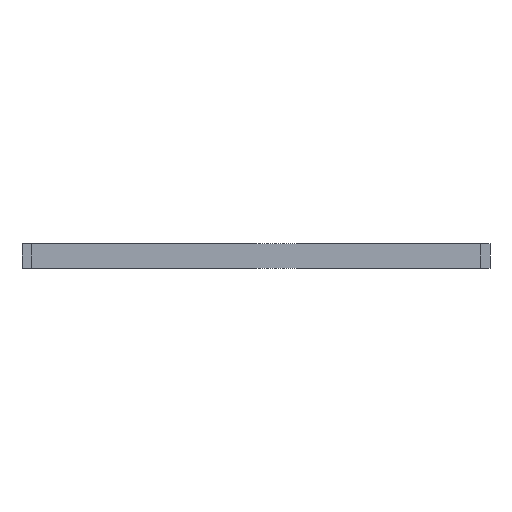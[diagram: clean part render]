
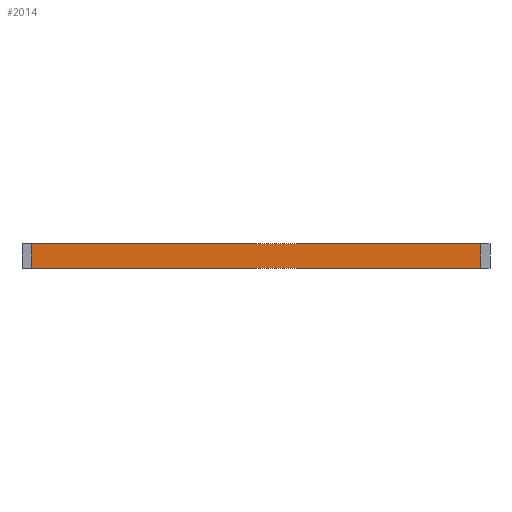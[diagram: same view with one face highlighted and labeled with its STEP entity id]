
A CAD part, left-side view. The second image highlights one B-rep face of the part: STEP entity #2014.
In plain terms, the highlighted planar face has unit normal (-1, 0, 0).
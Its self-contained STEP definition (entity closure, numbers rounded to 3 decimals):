
#44 = PLANE('',#45);
#45 = AXIS2_PLACEMENT_3D('',#46,#47,#48);
#46 = CARTESIAN_POINT('',(-12.8,20.8,1.1));
#47 = DIRECTION('',(0.,0.,1.));
#48 = DIRECTION('',(0.,-1.,0.));
#100 = PLANE('',#101);
#101 = AXIS2_PLACEMENT_3D('',#102,#103,#104);
#102 = CARTESIAN_POINT('',(-12.8,20.8,-1.1));
#103 = DIRECTION('',(0.,0.,1.));
#104 = DIRECTION('',(0.,-1.,0.));
#413 = VERTEX_POINT('',#414);
#414 = CARTESIAN_POINT('',(-15.9,20.,1.1));
#428 = PLANE('',#429);
#429 = AXIS2_PLACEMENT_3D('',#430,#431,#432);
#430 = CARTESIAN_POINT('',(0.,20.,0.));
#431 = DIRECTION('',(0.,1.,0.));
#432 = DIRECTION('',(0.,-0.,1.));
#440 = EDGE_CURVE('',#441,#413,#443,.T.);
#441 = VERTEX_POINT('',#442);
#442 = CARTESIAN_POINT('',(-15.9,-20.,1.1));
#443 = SURFACE_CURVE('',#444,(#448,#455),.PCURVE_S1.);
#444 = LINE('',#445,#446);
#445 = CARTESIAN_POINT('',(-15.9,-20.,1.1));
#446 = VECTOR('',#447,1.);
#447 = DIRECTION('',(0.,1.,-0.));
#448 = PCURVE('',#44,#449);
#449 = DEFINITIONAL_REPRESENTATION('',(#450),#454);
#450 = LINE('',#451,#452);
#451 = CARTESIAN_POINT('',(40.8,-3.1));
#452 = VECTOR('',#453,1.);
#453 = DIRECTION('',(-1.,0.));
#454 = ( GEOMETRIC_REPRESENTATION_CONTEXT(2) 
PARAMETRIC_REPRESENTATION_CONTEXT() REPRESENTATION_CONTEXT('2D SPACE',''
  ) );
#455 = PCURVE('',#456,#461);
#456 = PLANE('',#457);
#457 = AXIS2_PLACEMENT_3D('',#458,#459,#460);
#458 = CARTESIAN_POINT('',(-15.9,-20.,-1.1));
#459 = DIRECTION('',(-1.,0.,0.));
#460 = DIRECTION('',(0.,0.,1.));
#461 = DEFINITIONAL_REPRESENTATION('',(#462),#466);
#462 = LINE('',#463,#464);
#463 = CARTESIAN_POINT('',(2.2,0.));
#464 = VECTOR('',#465,1.);
#465 = DIRECTION('',(0.,1.));
#466 = ( GEOMETRIC_REPRESENTATION_CONTEXT(2) 
PARAMETRIC_REPRESENTATION_CONTEXT() REPRESENTATION_CONTEXT('2D SPACE',''
  ) );
#484 = PLANE('',#485);
#485 = AXIS2_PLACEMENT_3D('',#486,#487,#488);
#486 = CARTESIAN_POINT('',(0.,-20.,0.));
#487 = DIRECTION('',(0.,1.,0.));
#488 = DIRECTION('',(0.,-0.,1.));
#1148 = VERTEX_POINT('',#1149);
#1149 = CARTESIAN_POINT('',(-15.9,20.,-1.1));
#1170 = EDGE_CURVE('',#1171,#1148,#1173,.T.);
#1171 = VERTEX_POINT('',#1172);
#1172 = CARTESIAN_POINT('',(-15.9,-20.,-1.1));
#1173 = SURFACE_CURVE('',#1174,(#1178,#1185),.PCURVE_S1.);
#1174 = LINE('',#1175,#1176);
#1175 = CARTESIAN_POINT('',(-15.9,-20.,-1.1));
#1176 = VECTOR('',#1177,1.);
#1177 = DIRECTION('',(0.,1.,0.));
#1178 = PCURVE('',#100,#1179);
#1179 = DEFINITIONAL_REPRESENTATION('',(#1180),#1184);
#1180 = LINE('',#1181,#1182);
#1181 = CARTESIAN_POINT('',(40.8,-3.1));
#1182 = VECTOR('',#1183,1.);
#1183 = DIRECTION('',(-1.,0.));
#1184 = ( GEOMETRIC_REPRESENTATION_CONTEXT(2) 
PARAMETRIC_REPRESENTATION_CONTEXT() REPRESENTATION_CONTEXT('2D SPACE',''
  ) );
#1185 = PCURVE('',#456,#1186);
#1186 = DEFINITIONAL_REPRESENTATION('',(#1187),#1191);
#1187 = LINE('',#1188,#1189);
#1188 = CARTESIAN_POINT('',(0.,0.));
#1189 = VECTOR('',#1190,1.);
#1190 = DIRECTION('',(0.,1.));
#1191 = ( GEOMETRIC_REPRESENTATION_CONTEXT(2) 
PARAMETRIC_REPRESENTATION_CONTEXT() REPRESENTATION_CONTEXT('2D SPACE',''
  ) );
#1993 = EDGE_CURVE('',#1171,#441,#1994,.T.);
#1994 = SURFACE_CURVE('',#1995,(#1999,#2006),.PCURVE_S1.);
#1995 = LINE('',#1996,#1997);
#1996 = CARTESIAN_POINT('',(-15.9,-20.,-1.1));
#1997 = VECTOR('',#1998,1.);
#1998 = DIRECTION('',(0.,0.,1.));
#1999 = PCURVE('',#484,#2000);
#2000 = DEFINITIONAL_REPRESENTATION('',(#2001),#2005);
#2001 = LINE('',#2002,#2003);
#2002 = CARTESIAN_POINT('',(-1.1,-15.9));
#2003 = VECTOR('',#2004,1.);
#2004 = DIRECTION('',(1.,0.));
#2005 = ( GEOMETRIC_REPRESENTATION_CONTEXT(2) 
PARAMETRIC_REPRESENTATION_CONTEXT() REPRESENTATION_CONTEXT('2D SPACE',''
  ) );
#2006 = PCURVE('',#456,#2007);
#2007 = DEFINITIONAL_REPRESENTATION('',(#2008),#2012);
#2008 = LINE('',#2009,#2010);
#2009 = CARTESIAN_POINT('',(0.,0.));
#2010 = VECTOR('',#2011,1.);
#2011 = DIRECTION('',(1.,0.));
#2012 = ( GEOMETRIC_REPRESENTATION_CONTEXT(2) 
PARAMETRIC_REPRESENTATION_CONTEXT() REPRESENTATION_CONTEXT('2D SPACE',''
  ) );
#2014 = ADVANCED_FACE('',(#2015),#456,.T.);
#2015 = FACE_BOUND('',#2016,.T.);
#2016 = EDGE_LOOP('',(#2017,#2018,#2019,#2020));
#2017 = ORIENTED_EDGE('',*,*,#1170,.F.);
#2018 = ORIENTED_EDGE('',*,*,#1993,.T.);
#2019 = ORIENTED_EDGE('',*,*,#440,.T.);
#2020 = ORIENTED_EDGE('',*,*,#2021,.F.);
#2021 = EDGE_CURVE('',#1148,#413,#2022,.T.);
#2022 = SURFACE_CURVE('',#2023,(#2027,#2034),.PCURVE_S1.);
#2023 = LINE('',#2024,#2025);
#2024 = CARTESIAN_POINT('',(-15.9,20.,-1.1));
#2025 = VECTOR('',#2026,1.);
#2026 = DIRECTION('',(0.,0.,1.));
#2027 = PCURVE('',#456,#2028);
#2028 = DEFINITIONAL_REPRESENTATION('',(#2029),#2033);
#2029 = LINE('',#2030,#2031);
#2030 = CARTESIAN_POINT('',(0.,40.));
#2031 = VECTOR('',#2032,1.);
#2032 = DIRECTION('',(1.,0.));
#2033 = ( GEOMETRIC_REPRESENTATION_CONTEXT(2) 
PARAMETRIC_REPRESENTATION_CONTEXT() REPRESENTATION_CONTEXT('2D SPACE',''
  ) );
#2034 = PCURVE('',#428,#2035);
#2035 = DEFINITIONAL_REPRESENTATION('',(#2036),#2040);
#2036 = LINE('',#2037,#2038);
#2037 = CARTESIAN_POINT('',(-1.1,-15.9));
#2038 = VECTOR('',#2039,1.);
#2039 = DIRECTION('',(1.,0.));
#2040 = ( GEOMETRIC_REPRESENTATION_CONTEXT(2) 
PARAMETRIC_REPRESENTATION_CONTEXT() REPRESENTATION_CONTEXT('2D SPACE',''
  ) );
